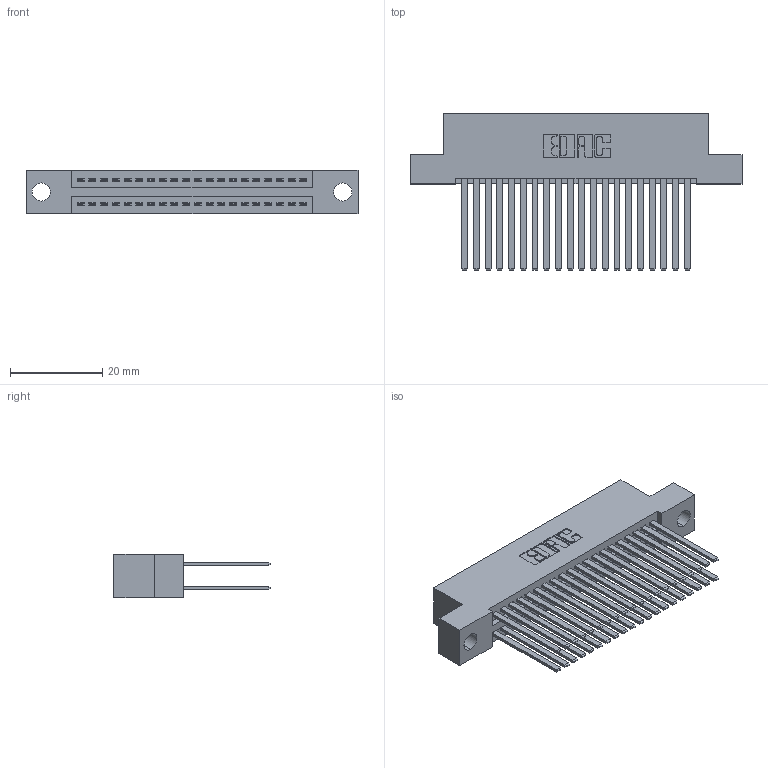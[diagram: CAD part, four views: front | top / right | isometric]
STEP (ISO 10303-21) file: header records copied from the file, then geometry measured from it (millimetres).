
FILE_DESCRIPTION (( 'STEP AP203' ), '1' );
FILE_NAME ('395-040-544-204.STEP', '2021-06-16T21:56:37', ( '' ), ( '' ), 'SwSTEP 2.0', 'SolidWorks 2020', '' );
FILE_SCHEMA (( 'CONFIG_CONTROL_DESIGN' ));
Length unit declared in the file: inch
Products named in the file (3): 395-040-544-204; 345-292-001_345-293-144; 345 Part_Flush Mounting Lugs - 0.156 Dia-TI
Assembly tree (41 placements, depth 2):
  395-040-544-204
    345 Part_Flush Mounting Lugs - 0.156 Dia-TI
    345-292-001_345-293-144  x40
Bounding box: 72.01 x 33.96 x 9.4 mm (x, y, z)
Volume: 7245.6 mm3; surface area: 11779.1 mm2
Topology: 41 solids, 41 shells, 1900 faces, 5617 edges, 3690 vertices
Faces by surface type: plane 1254, cylinder 646
Entity records: 18889 total; most frequent: CARTESIAN_POINT 3190, ORIENTED_EDGE 3122, DIRECTION 2837, EDGE_CURVE 1561, LINE 1353, VECTOR 1353, VERTEX_POINT 1038, AXIS2_PLACEMENT_3D 742
